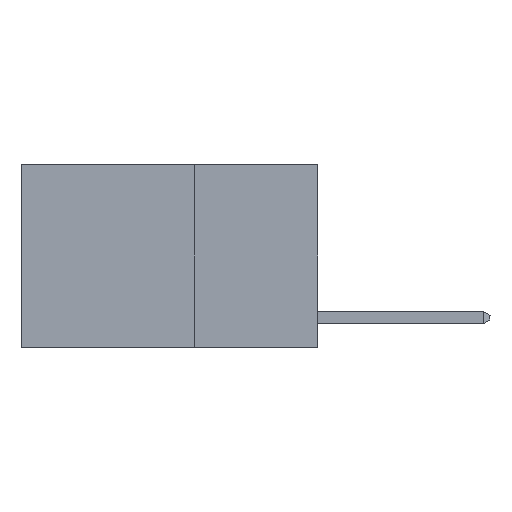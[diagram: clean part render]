
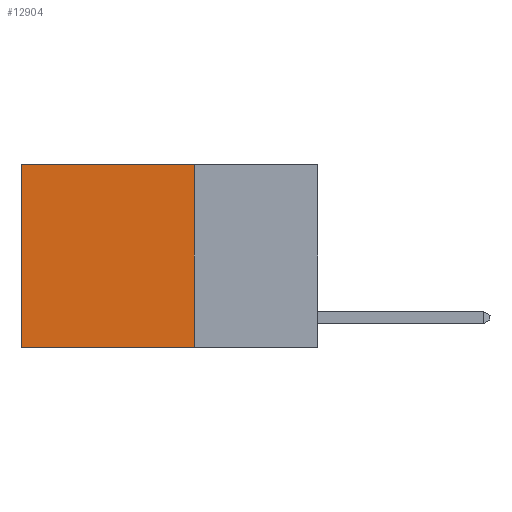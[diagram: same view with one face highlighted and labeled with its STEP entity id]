
A CAD part, left-side view. The second image highlights one B-rep face of the part: STEP entity #12904.
In plain terms, the highlighted planar face has unit normal (-1, 0, 0).
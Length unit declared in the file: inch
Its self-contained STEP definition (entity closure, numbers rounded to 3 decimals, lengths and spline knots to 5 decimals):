
#320 = CARTESIAN_POINT ( 'NONE',  ( 0.2625, 0.6, -0.37 ) ) ;
#1111 = ORIENTED_EDGE ( 'NONE', *, *, #16832, .T. ) ;
#1434 = CARTESIAN_POINT ( 'NONE',  ( 0.2625, 0.25, 0. ) ) ;
#1675 = VERTEX_POINT ( 'NONE', #320 ) ;
#1960 = CARTESIAN_POINT ( 'NONE',  ( 0.2625, 0.6, 0. ) ) ;
#1985 = LINE ( 'NONE', #1434, #14253 ) ;
#2240 = VECTOR ( 'NONE', #13628, 39.37008 ) ;
#2523 = VERTEX_POINT ( 'NONE', #7185 ) ;
#2739 = LINE ( 'NONE', #8774, #2240 ) ;
#3070 = EDGE_CURVE ( 'NONE', #2523, #1675, #9756, .T. ) ;
#4038 = VERTEX_POINT ( 'NONE', #6831 ) ;
#4872 = CARTESIAN_POINT ( 'NONE',  ( 0.2625, 0.25, 0. ) ) ;
#5328 = EDGE_LOOP ( 'NONE', ( #18642, #16650, #10828, #1111 ) ) ;
#6831 = CARTESIAN_POINT ( 'NONE',  ( 0.2625, 0.6, 0. ) ) ;
#6995 = VERTEX_POINT ( 'NONE', #4872 ) ;
#7185 = CARTESIAN_POINT ( 'NONE',  ( 0.2625, 0.25, -0.37 ) ) ;
#8774 = CARTESIAN_POINT ( 'NONE',  ( 0.2625, 0.25, 0. ) ) ;
#9088 = CARTESIAN_POINT ( 'NONE',  ( 0.2625, 0.25, 0. ) ) ;
#9756 = LINE ( 'NONE', #16636, #17792 ) ;
#10695 = DIRECTION ( 'NONE',  ( 0., 0., -1. ) ) ;
#10828 = ORIENTED_EDGE ( 'NONE', *, *, #17097, .F. ) ;
#11002 = DIRECTION ( 'NONE',  ( 0., 0., -1. ) ) ;
#11530 = DIRECTION ( 'NONE',  ( 0., 0., -1. ) ) ;
#11639 = AXIS2_PLACEMENT_3D ( 'NONE', #9088, #20285, #10695 ) ;
#11954 = EDGE_CURVE ( 'NONE', #4038, #1675, #18087, .T. ) ;
#12275 = FACE_OUTER_BOUND ( 'NONE', #5328, .T. ) ;
#12904 = ADVANCED_FACE ( 'NONE', ( #12275 ), #13880, .F. ) ;
#13628 = DIRECTION ( 'NONE',  ( 0., 1., 0. ) ) ;
#13880 = PLANE ( 'NONE',  #11639 ) ;
#14253 = VECTOR ( 'NONE', #11002, 39.37008 ) ;
#16636 = CARTESIAN_POINT ( 'NONE',  ( 0.2625, 0.25, -0.37 ) ) ;
#16650 = ORIENTED_EDGE ( 'NONE', *, *, #3070, .F. ) ;
#16832 = EDGE_CURVE ( 'NONE', #6995, #4038, #2739, .T. ) ;
#17097 = EDGE_CURVE ( 'NONE', #6995, #2523, #1985, .T. ) ;
#17592 = VECTOR ( 'NONE', #11530, 39.37008 ) ;
#17792 = VECTOR ( 'NONE', #18222, 39.37008 ) ;
#18087 = LINE ( 'NONE', #1960, #17592 ) ;
#18222 = DIRECTION ( 'NONE',  ( 0., 1., 0. ) ) ;
#18642 = ORIENTED_EDGE ( 'NONE', *, *, #11954, .T. ) ;
#20285 = DIRECTION ( 'NONE',  ( 1., 0., 0. ) ) ;
